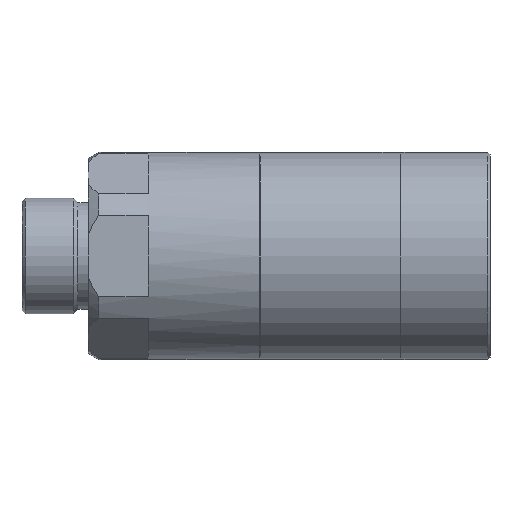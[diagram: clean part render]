
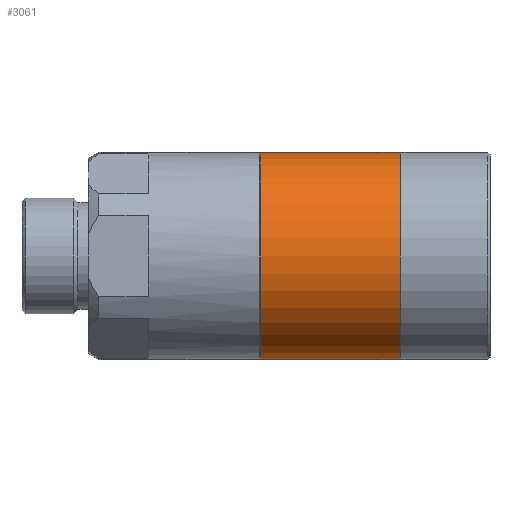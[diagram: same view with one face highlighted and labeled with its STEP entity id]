
A CAD part, left-side view. The second image highlights one B-rep face of the part: STEP entity #3061.
In plain terms, the highlighted cylindrical face has radius 25 mm (diameter 50 mm), a partial arc.
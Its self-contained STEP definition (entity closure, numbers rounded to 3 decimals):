
#16 = CARTESIAN_POINT ( 'NONE',  ( 0., 21.7, 25. ) ) ;
#110 = LINE ( 'NONE', #2210, #2615 ) ;
#146 = AXIS2_PLACEMENT_3D ( 'NONE', #213, #1565, #2842 ) ;
#209 = VERTEX_POINT ( 'NONE', #793 ) ;
#213 = CARTESIAN_POINT ( 'NONE',  ( 0., 21.7, 0. ) ) ;
#316 = CIRCLE ( 'NONE', #1864, 25. ) ;
#428 = EDGE_CURVE ( 'NONE', #1893, #3270, #2621, .T. ) ;
#465 = VERTEX_POINT ( 'NONE', #1839 ) ;
#591 = DIRECTION ( 'NONE',  ( 0., -1., 0. ) ) ;
#639 = CIRCLE ( 'NONE', #146, 25. ) ;
#724 = CARTESIAN_POINT ( 'NONE',  ( 0., 55.5, 25. ) ) ;
#759 = FACE_OUTER_BOUND ( 'NONE', #2736, .T. ) ;
#781 = DIRECTION ( 'NONE',  ( 0., -1., 0. ) ) ;
#793 = CARTESIAN_POINT ( 'NONE',  ( 0., 55.5, -25. ) ) ;
#815 = AXIS2_PLACEMENT_3D ( 'NONE', #1037, #1319, #3206 ) ;
#825 = CARTESIAN_POINT ( 'NONE',  ( 0., 55.5, 0. ) ) ;
#886 = EDGE_CURVE ( 'NONE', #209, #465, #110, .T. ) ;
#1037 = CARTESIAN_POINT ( 'NONE',  ( 0., -44.639, 0. ) ) ;
#1307 = CARTESIAN_POINT ( 'NONE',  ( 0., -44.639, 25. ) ) ;
#1319 = DIRECTION ( 'NONE',  ( 0., -1., 0. ) ) ;
#1565 = DIRECTION ( 'NONE',  ( 0., -1., 0. ) ) ;
#1748 = DIRECTION ( 'NONE',  ( 0., -1., 0. ) ) ;
#1839 = CARTESIAN_POINT ( 'NONE',  ( 0., 21.7, -25. ) ) ;
#1854 = ORIENTED_EDGE ( 'NONE', *, *, #3244, .F. ) ;
#1864 = AXIS2_PLACEMENT_3D ( 'NONE', #825, #591, #2685 ) ;
#1893 = VERTEX_POINT ( 'NONE', #724 ) ;
#2210 = CARTESIAN_POINT ( 'NONE',  ( 0., -44.639, -25. ) ) ;
#2615 = VECTOR ( 'NONE', #1748, 1000. ) ;
#2621 = LINE ( 'NONE', #1307, #2776 ) ;
#2685 = DIRECTION ( 'NONE',  ( 0., 0., -1. ) ) ;
#2736 = EDGE_LOOP ( 'NONE', ( #3078, #3087, #3038, #1854 ) ) ;
#2776 = VECTOR ( 'NONE', #781, 1000. ) ;
#2842 = DIRECTION ( 'NONE',  ( 0., 0., -1. ) ) ;
#2940 = EDGE_CURVE ( 'NONE', #1893, #209, #316, .T. ) ;
#3038 = ORIENTED_EDGE ( 'NONE', *, *, #886, .T. ) ;
#3061 = ADVANCED_FACE ( 'NONE', ( #759 ), #3432, .T. ) ;
#3078 = ORIENTED_EDGE ( 'NONE', *, *, #428, .F. ) ;
#3087 = ORIENTED_EDGE ( 'NONE', *, *, #2940, .T. ) ;
#3206 = DIRECTION ( 'NONE',  ( 0., 0., -1. ) ) ;
#3244 = EDGE_CURVE ( 'NONE', #3270, #465, #639, .T. ) ;
#3270 = VERTEX_POINT ( 'NONE', #16 ) ;
#3432 = CYLINDRICAL_SURFACE ( 'NONE', #815, 25. ) ;
